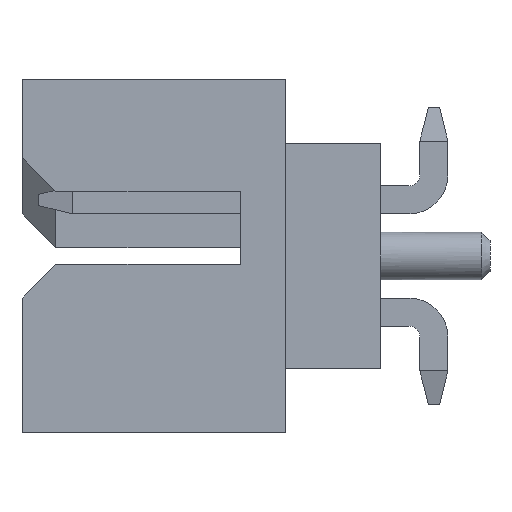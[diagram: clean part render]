
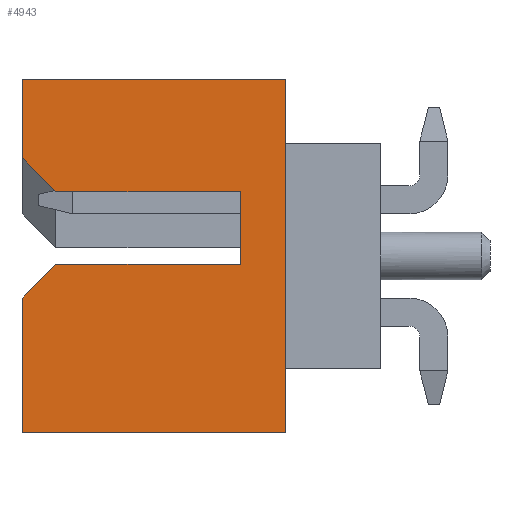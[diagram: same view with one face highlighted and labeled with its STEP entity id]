
A CAD part, left-side view. The second image highlights one B-rep face of the part: STEP entity #4943.
In plain terms, the highlighted planar face has unit normal (-1, 0, 0).
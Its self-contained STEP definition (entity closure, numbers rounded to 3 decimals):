
#1=DIRECTION('',(0.,-1.,0.));
#2=VECTOR('',#1,4.7);
#3=CARTESIAN_POINT('',(-6.325,3.2,-3.15));
#4=LINE('',#3,#2);
#17=DIRECTION('',(0.,0.707,-0.707));
#18=VECTOR('',#17,0.849);
#19=CARTESIAN_POINT('',(-6.325,2.6,-0.15));
#20=LINE('',#19,#18);
#21=DIRECTION('',(0.,-1.,0.));
#22=VECTOR('',#21,3.3);
#23=CARTESIAN_POINT('',(-6.325,2.6,-0.15));
#24=LINE('',#23,#22);
#25=DIRECTION('',(0.,0.,-1.));
#26=VECTOR('',#25,1.3);
#27=CARTESIAN_POINT('',(-6.325,-0.7,1.15));
#28=LINE('',#27,#26);
#29=DIRECTION('',(0.,-1.,0.));
#30=VECTOR('',#29,3.3);
#31=CARTESIAN_POINT('',(-6.325,2.6,1.15));
#32=LINE('',#31,#30);
#33=DIRECTION('',(0.,-0.707,-0.707));
#34=VECTOR('',#33,0.849);
#35=CARTESIAN_POINT('',(-6.325,3.2,1.75));
#36=LINE('',#35,#34);
#37=DIRECTION('',(0.,0.,1.));
#38=VECTOR('',#37,1.4);
#39=CARTESIAN_POINT('',(-6.325,3.2,1.75));
#40=LINE('',#39,#38);
#41=DIRECTION('',(0.,0.,1.));
#42=VECTOR('',#41,6.3);
#43=CARTESIAN_POINT('',(-6.325,-1.5,-3.15));
#44=LINE('',#43,#42);
#45=DIRECTION('',(0.,0.,1.));
#46=VECTOR('',#45,2.4);
#47=CARTESIAN_POINT('',(-6.325,3.2,-3.15));
#48=LINE('',#47,#46);
#1784=DIRECTION('',(0.,-1.,0.));
#1785=VECTOR('',#1784,4.7);
#1786=CARTESIAN_POINT('',(-6.325,3.2,3.15));
#1787=LINE('',#1786,#1785);
#3738=CARTESIAN_POINT('',(-6.325,3.2,-3.15));
#3740=VERTEX_POINT('',#3738);
#3761=CARTESIAN_POINT('',(-6.325,-1.5,-3.15));
#3762=VERTEX_POINT('',#3761);
#3765=CARTESIAN_POINT('',(-6.325,3.2,3.15));
#3766=CARTESIAN_POINT('',(-6.325,-1.5,3.15));
#3767=VERTEX_POINT('',#3765);
#3768=VERTEX_POINT('',#3766);
#3841=CARTESIAN_POINT('',(-6.325,-0.7,1.15));
#3842=CARTESIAN_POINT('',(-6.325,-0.7,-0.15));
#3843=VERTEX_POINT('',#3841);
#3844=VERTEX_POINT('',#3842);
#4141=CARTESIAN_POINT('',(-6.325,2.6,-0.15));
#4142=CARTESIAN_POINT('',(-6.325,3.2,-0.75));
#4143=VERTEX_POINT('',#4141);
#4144=VERTEX_POINT('',#4142);
#4185=CARTESIAN_POINT('',(-6.325,3.2,1.75));
#4186=CARTESIAN_POINT('',(-6.325,2.6,1.15));
#4187=VERTEX_POINT('',#4185);
#4188=VERTEX_POINT('',#4186);
#4917=CARTESIAN_POINT('',(-6.325,3.2,-3.15));
#4918=DIRECTION('',(-1.,0.,0.));
#4919=DIRECTION('',(0.,-1.,0.));
#4920=AXIS2_PLACEMENT_3D('',#4917,#4918,#4919);
#4921=PLANE('',#4920);
#4923=ORIENTED_EDGE('',*,*,#4922,.F.);
#4925=ORIENTED_EDGE('',*,*,#4924,.T.);
#4927=ORIENTED_EDGE('',*,*,#4926,.F.);
#4929=ORIENTED_EDGE('',*,*,#4928,.F.);
#4931=ORIENTED_EDGE('',*,*,#4930,.F.);
#4933=ORIENTED_EDGE('',*,*,#4932,.T.);
#4935=ORIENTED_EDGE('',*,*,#4934,.T.);
#4937=ORIENTED_EDGE('',*,*,#4936,.F.);
#4938=ORIENTED_EDGE('',*,*,#4906,.F.);
#4940=ORIENTED_EDGE('',*,*,#4939,.T.);
#4941=EDGE_LOOP('',(#4923,#4925,#4927,#4929,#4931,#4933,#4935,#4937,#4938,
#4940));
#4942=FACE_OUTER_BOUND('',#4941,.F.);
#4943=ADVANCED_FACE('',(#4942),#4921,.T.);
#4906=EDGE_CURVE('',#3740,#3762,#4,.T.);
#4922=EDGE_CURVE('',#4143,#4144,#20,.T.);
#4924=EDGE_CURVE('',#4143,#3844,#24,.T.);
#4926=EDGE_CURVE('',#3843,#3844,#28,.T.);
#4928=EDGE_CURVE('',#4188,#3843,#32,.T.);
#4930=EDGE_CURVE('',#4187,#4188,#36,.T.);
#4932=EDGE_CURVE('',#4187,#3767,#40,.T.);
#4934=EDGE_CURVE('',#3767,#3768,#1787,.T.);
#4936=EDGE_CURVE('',#3762,#3768,#44,.T.);
#4939=EDGE_CURVE('',#3740,#4144,#48,.T.);
